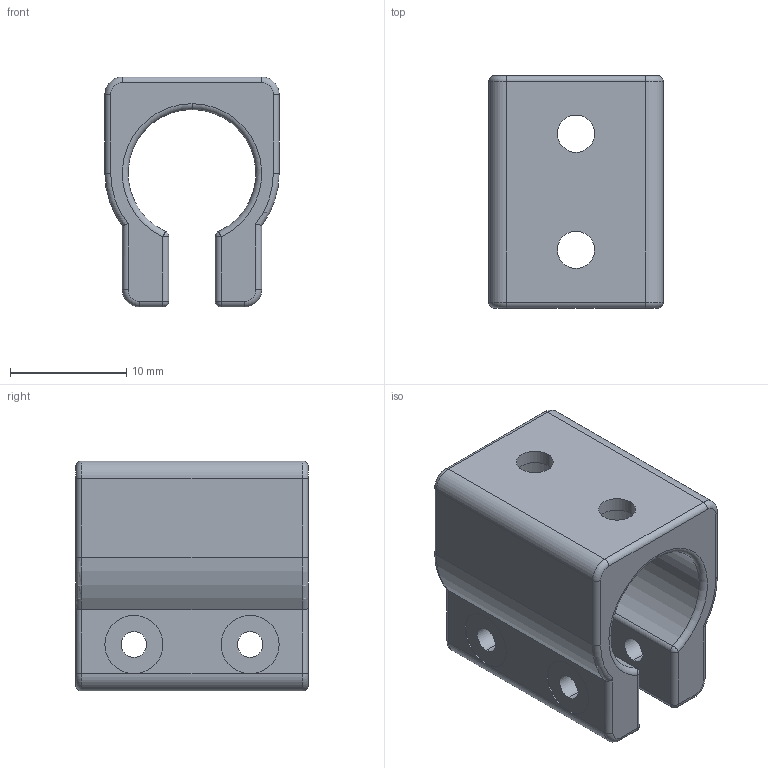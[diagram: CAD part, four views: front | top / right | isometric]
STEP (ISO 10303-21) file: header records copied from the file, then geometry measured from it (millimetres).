
FILE_DESCRIPTION (( 'STEP AP214' ), '1' );
FILE_NAME ('cableStrainReliefClamp.STEP', '2025-09-18T19:07:51', ( '' ), ( '' ), 'SwSTEP 2.0', 'SolidWorks 2024', '' );
FILE_SCHEMA (( 'AUTOMOTIVE_DESIGN' ));
Length unit declared in the file: millimetre
Products named in the file (1): cableStrainReliefClamp
Bounding box: 15 x 20 x 19.8 mm (x, y, z)
Volume: 2818.8 mm3; surface area: 2463.1 mm2
Topology: 1 solids, 1 shells, 88 faces, 206 edges, 116 vertices
Faces by surface type: cylinder 49, torus 16, plane 15, sphere 8
Entity records: 3601 total; most frequent: CARTESIAN_POINT 545, DIRECTION 484, ORIENTED_EDGE 400, AXIS2_PLACEMENT_3D 203, EDGE_CURVE 200, VERTEX_POINT 116, CIRCLE 114, EDGE_LOOP 102
